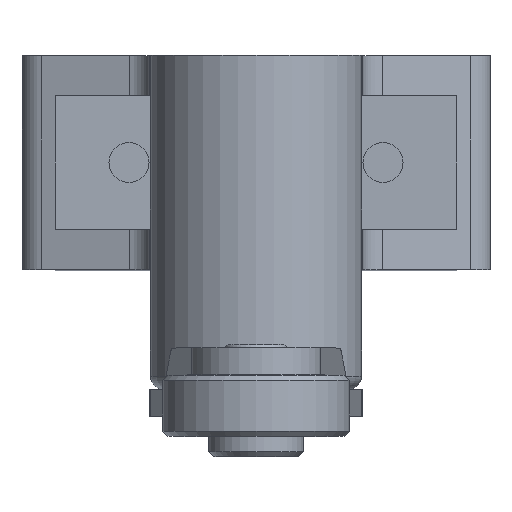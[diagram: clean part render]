
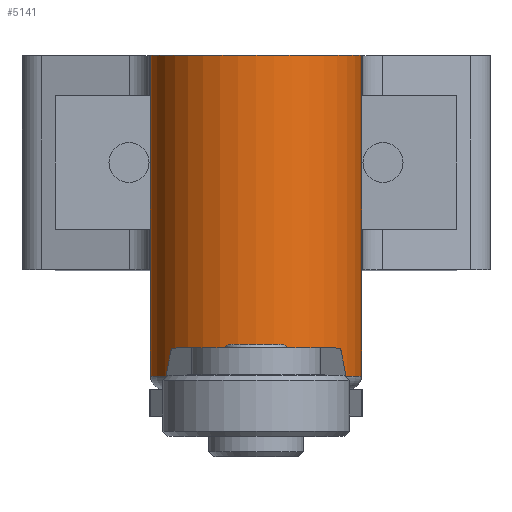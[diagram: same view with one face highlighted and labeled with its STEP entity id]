
A CAD part, top view. The second image highlights one B-rep face of the part: STEP entity #5141.
In plain terms, the highlighted cylindrical face has radius 7.9 mm (diameter 15.8 mm), a partial arc.
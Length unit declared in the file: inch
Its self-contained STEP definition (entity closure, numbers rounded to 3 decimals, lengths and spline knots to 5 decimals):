
#29 = VERTEX_POINT ( 'NONE', #6547 ) ;
#129 = ORIENTED_EDGE ( 'NONE', *, *, #2607, .T. ) ;
#240 = CARTESIAN_POINT ( 'NONE',  ( 0.81039, 2.40924, 0.70866 ) ) ;
#244 = EDGE_CURVE ( 'NONE', #7843, #2554, #1936, .T. ) ;
#287 = DIRECTION ( 'NONE',  ( 0., -1., 0. ) ) ;
#312 = EDGE_CURVE ( 'NONE', #5304, #29, #8245, .T. ) ;
#423 = CARTESIAN_POINT ( 'NONE',  ( 1.43243, 1.77932, 0.70866 ) ) ;
#635 = EDGE_CURVE ( 'NONE', #5268, #7843, #1235, .T. ) ;
#686 = ORIENTED_EDGE ( 'NONE', *, *, #5237, .T. ) ;
#720 = DIRECTION ( 'NONE',  ( 0., 0., -1. ) ) ;
#1019 = DIRECTION ( 'NONE',  ( 0., -1., 0. ) ) ;
#1235 = LINE ( 'NONE', #6164, #6607 ) ;
#1486 = DIRECTION ( 'NONE',  ( 0., 0., -1. ) ) ;
#1538 = ORIENTED_EDGE ( 'NONE', *, *, #635, .T. ) ;
#1577 = ORIENTED_EDGE ( 'NONE', *, *, #312, .T. ) ;
#1700 = CYLINDRICAL_SURFACE ( 'NONE', #7008, 0.31102 ) ;
#1745 = CARTESIAN_POINT ( 'NONE',  ( 1.12141, 2.40924, 0.70866 ) ) ;
#1936 = LINE ( 'NONE', #5350, #5281 ) ;
#2523 = FACE_OUTER_BOUND ( 'NONE', #8775, .T. ) ;
#2554 = VERTEX_POINT ( 'NONE', #4037 ) ;
#2607 = EDGE_CURVE ( 'NONE', #4052, #5268, #3183, .T. ) ;
#2784 = CARTESIAN_POINT ( 'NONE',  ( 1.43243, 1.46436, 0.70866 ) ) ;
#3183 = CIRCLE ( 'NONE', #4082, 0.31102 ) ;
#3202 = AXIS2_PLACEMENT_3D ( 'NONE', #8392, #7739, #720 ) ;
#3823 = CARTESIAN_POINT ( 'NONE',  ( 0.81039, 1.46436, 0.70866 ) ) ;
#4023 = ORIENTED_EDGE ( 'NONE', *, *, #244, .T. ) ;
#4037 = CARTESIAN_POINT ( 'NONE',  ( 1.43243, 2.40924, 0.70866 ) ) ;
#4052 = VERTEX_POINT ( 'NONE', #3823 ) ;
#4082 = AXIS2_PLACEMENT_3D ( 'NONE', #5672, #8482, #1486 ) ;
#4261 = CARTESIAN_POINT ( 'NONE',  ( 0.81039, 2.40924, 0.70866 ) ) ;
#5141 = ADVANCED_FACE ( 'NONE', ( #2523 ), #1700, .T. ) ;
#5237 = EDGE_CURVE ( 'NONE', #29, #4052, #5334, .T. ) ;
#5268 = VERTEX_POINT ( 'NONE', #2784 ) ;
#5281 = VECTOR ( 'NONE', #5480, 39.37008 ) ;
#5304 = VERTEX_POINT ( 'NONE', #4261 ) ;
#5334 = LINE ( 'NONE', #240, #7729 ) ;
#5350 = CARTESIAN_POINT ( 'NONE',  ( 1.43243, 2.40924, 0.70866 ) ) ;
#5480 = DIRECTION ( 'NONE',  ( 0., 1., 0. ) ) ;
#5615 = DIRECTION ( 'NONE',  ( 0., -1., 0. ) ) ;
#5672 = CARTESIAN_POINT ( 'NONE',  ( 1.12141, 1.46436, 0.70866 ) ) ;
#5699 = EDGE_CURVE ( 'NONE', #2554, #5304, #8925, .T. ) ;
#5913 = ORIENTED_EDGE ( 'NONE', *, *, #5699, .T. ) ;
#5986 = DIRECTION ( 'NONE',  ( 0., 0., -1. ) ) ;
#6164 = CARTESIAN_POINT ( 'NONE',  ( 1.43243, 2.40924, 0.70866 ) ) ;
#6313 = VECTOR ( 'NONE', #5615, 39.37008 ) ;
#6547 = CARTESIAN_POINT ( 'NONE',  ( 0.81039, 1.77932, 0.70866 ) ) ;
#6607 = VECTOR ( 'NONE', #6717, 39.37008 ) ;
#6717 = DIRECTION ( 'NONE',  ( 0., 1., 0. ) ) ;
#6944 = CARTESIAN_POINT ( 'NONE',  ( 0.81039, 2.40924, 0.70866 ) ) ;
#7008 = AXIS2_PLACEMENT_3D ( 'NONE', #1745, #1019, #5986 ) ;
#7729 = VECTOR ( 'NONE', #287, 39.37008 ) ;
#7739 = DIRECTION ( 'NONE',  ( 0., -1., 0. ) ) ;
#7843 = VERTEX_POINT ( 'NONE', #423 ) ;
#8245 = LINE ( 'NONE', #6944, #6313 ) ;
#8392 = CARTESIAN_POINT ( 'NONE',  ( 1.12141, 2.40924, 0.70866 ) ) ;
#8482 = DIRECTION ( 'NONE',  ( 0., 1., 0. ) ) ;
#8775 = EDGE_LOOP ( 'NONE', ( #4023, #5913, #1577, #686, #129, #1538 ) ) ;
#8925 = CIRCLE ( 'NONE', #3202, 0.31102 ) ;
